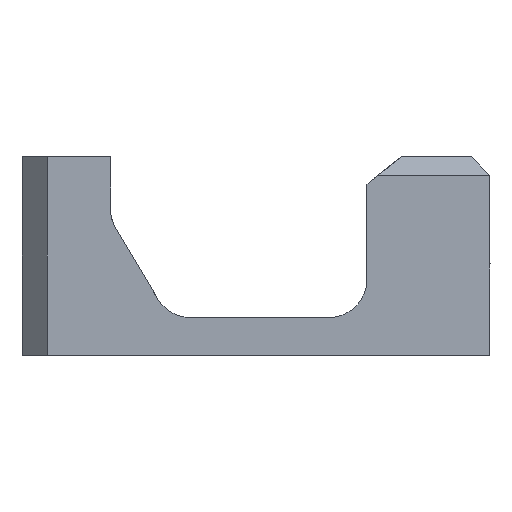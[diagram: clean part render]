
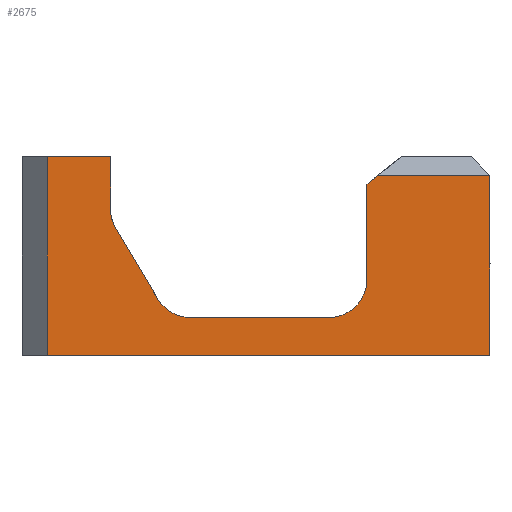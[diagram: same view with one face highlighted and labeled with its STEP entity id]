
A CAD part, left-side view. The second image highlights one B-rep face of the part: STEP entity #2675.
In plain terms, the highlighted planar face has unit normal (-1, 0, 0).
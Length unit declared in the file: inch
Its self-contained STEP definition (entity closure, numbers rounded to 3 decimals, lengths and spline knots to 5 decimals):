
#75 = EDGE_CURVE ( 'NONE', #3677, #4504, #1679, .T. ) ;
#105 = CIRCLE ( 'NONE', #2246, 0.3 ) ;
#168 = CARTESIAN_POINT ( 'NONE',  ( -3.7, 3., 1.5725 ) ) ;
#218 = EDGE_CURVE ( 'NONE', #4504, #4212, #431, .T. ) ;
#224 = ORIENTED_EDGE ( 'NONE', *, *, #819, .T. ) ;
#371 = VERTEX_POINT ( 'NONE', #4380 ) ;
#431 = LINE ( 'NONE', #1822, #4518 ) ;
#442 = LINE ( 'NONE', #1835, #3662 ) ;
#504 = DIRECTION ( 'NONE',  ( 0., -1., 0. ) ) ;
#654 = CIRCLE ( 'NONE', #1598, 0.3 ) ;
#666 = CARTESIAN_POINT ( 'NONE',  ( -3.7, 0.97274, 1.35316 ) ) ;
#691 = PLANE ( 'NONE',  #1674 ) ;
#705 = VERTEX_POINT ( 'NONE', #3057 ) ;
#730 = DIRECTION ( 'NONE',  ( 0., 0., -1. ) ) ;
#784 = VECTOR ( 'NONE', #730, 39.37008 ) ;
#803 = LINE ( 'NONE', #2160, #784 ) ;
#819 = EDGE_CURVE ( 'NONE', #4429, #2947, #1785, .T. ) ;
#892 = CARTESIAN_POINT ( 'NONE',  ( -3.7, 1.27274, 0.6 ) ) ;
#963 = EDGE_CURVE ( 'NONE', #1310, #371, #105, .T. ) ;
#1010 = ORIENTED_EDGE ( 'NONE', *, *, #3070, .T. ) ;
#1054 = DIRECTION ( 'NONE',  ( 0., 0., -1. ) ) ;
#1061 = VECTOR ( 'NONE', #1054, 39.37008 ) ;
#1069 = EDGE_LOOP ( 'NONE', ( #3105, #4369, #2529, #2408, #4263, #1010, #4256, #2003, #4194, #224, #4451, #3356, #1617 ) ) ;
#1256 = DIRECTION ( 'NONE',  ( 0., 1., 0. ) ) ;
#1310 = VERTEX_POINT ( 'NONE', #3026 ) ;
#1313 = CARTESIAN_POINT ( 'NONE',  ( -3.7, 0., 1.5725 ) ) ;
#1314 = VERTEX_POINT ( 'NONE', #168 ) ;
#1331 = VERTEX_POINT ( 'NONE', #1604 ) ;
#1338 = EDGE_CURVE ( 'NONE', #3496, #2868, #4428, .T. ) ;
#1401 = DIRECTION ( 'NONE',  ( 0., 0., -1. ) ) ;
#1428 = CARTESIAN_POINT ( 'NONE',  ( -3.7, 2.36804, 0.6 ) ) ;
#1571 = CARTESIAN_POINT ( 'NONE',  ( -3.7, 0., 1.5725 ) ) ;
#1580 = CARTESIAN_POINT ( 'NONE',  ( -3.7, 0.7, 1.4225 ) ) ;
#1598 = AXIS2_PLACEMENT_3D ( 'NONE', #2733, #2020, #4475 ) ;
#1604 = CARTESIAN_POINT ( 'NONE',  ( -3.7, 2.9575, 1.0014 ) ) ;
#1617 = ORIENTED_EDGE ( 'NONE', *, *, #2125, .T. ) ;
#1622 = DIRECTION ( 'NONE',  ( 0., 0., 1. ) ) ;
#1674 = AXIS2_PLACEMENT_3D ( 'NONE', #1313, #4221, #3491 ) ;
#1679 = LINE ( 'NONE', #4216, #1061 ) ;
#1708 = EDGE_CURVE ( 'NONE', #3677, #1314, #2589, .T. ) ;
#1785 = CIRCLE ( 'NONE', #3355, 0.3 ) ;
#1822 = CARTESIAN_POINT ( 'NONE',  ( -3.7, 0., 0. ) ) ;
#1835 = CARTESIAN_POINT ( 'NONE',  ( -3.7, 2.53822, 0.3 ) ) ;
#1889 = EDGE_CURVE ( 'NONE', #2947, #1331, #2409, .T. ) ;
#1970 = CARTESIAN_POINT ( 'NONE',  ( -3.7, 2.36804, 0.3 ) ) ;
#2003 = ORIENTED_EDGE ( 'NONE', *, *, #963, .T. ) ;
#2020 = DIRECTION ( 'NONE',  ( 1., 0., 0. ) ) ;
#2056 = CARTESIAN_POINT ( 'NONE',  ( -3.7, 3., 1.0725 ) ) ;
#2125 = EDGE_CURVE ( 'NONE', #2272, #1314, #4193, .T. ) ;
#2160 = CARTESIAN_POINT ( 'NONE',  ( -3.7, 0., 1.5725 ) ) ;
#2191 = CARTESIAN_POINT ( 'NONE',  ( -3.7, 0., 1.4225 ) ) ;
#2246 = AXIS2_PLACEMENT_3D ( 'NONE', #892, #3708, #2889 ) ;
#2272 = VERTEX_POINT ( 'NONE', #2301 ) ;
#2283 = CARTESIAN_POINT ( 'NONE',  ( -3.7, 0.97274, 0.3 ) ) ;
#2301 = CARTESIAN_POINT ( 'NONE',  ( -3.7, 3., 1.15533 ) ) ;
#2396 = LINE ( 'NONE', #666, #3011 ) ;
#2408 = ORIENTED_EDGE ( 'NONE', *, *, #4347, .F. ) ;
#2409 = LINE ( 'NONE', #2056, #3562 ) ;
#2529 = ORIENTED_EDGE ( 'NONE', *, *, #218, .T. ) ;
#2589 = LINE ( 'NONE', #1571, #4183 ) ;
#2637 = DIRECTION ( 'NONE',  ( 0., -1., 0. ) ) ;
#2675 = ADVANCED_FACE ( 'NONE', ( #4478 ), #691, .F. ) ;
#2733 = CARTESIAN_POINT ( 'NONE',  ( -3.7, 2.7, 1.15533 ) ) ;
#2746 = CARTESIAN_POINT ( 'NONE',  ( -3.7, 3., 1.5725 ) ) ;
#2783 = VECTOR ( 'NONE', #3689, 39.37008 ) ;
#2868 = VERTEX_POINT ( 'NONE', #3203 ) ;
#2889 = DIRECTION ( 'NONE',  ( 0., 0., -1. ) ) ;
#2947 = VERTEX_POINT ( 'NONE', #3405 ) ;
#3011 = VECTOR ( 'NONE', #3112, 39.37008 ) ;
#3026 = CARTESIAN_POINT ( 'NONE',  ( -3.7, 0.97274, 0.6 ) ) ;
#3047 = EDGE_CURVE ( 'NONE', #1331, #2272, #654, .T. ) ;
#3057 = CARTESIAN_POINT ( 'NONE',  ( -3.7, 0.97274, 1.35316 ) ) ;
#3070 = EDGE_CURVE ( 'NONE', #2868, #705, #2396, .T. ) ;
#3105 = ORIENTED_EDGE ( 'NONE', *, *, #1708, .F. ) ;
#3112 = DIRECTION ( 'NONE',  ( 0., 0.779, -0.627 ) ) ;
#3203 = CARTESIAN_POINT ( 'NONE',  ( -3.7, 0.88652, 1.4225 ) ) ;
#3306 = CARTESIAN_POINT ( 'NONE',  ( -3.7, 3.5, 1.5725 ) ) ;
#3355 = AXIS2_PLACEMENT_3D ( 'NONE', #1428, #3893, #1401 ) ;
#3356 = ORIENTED_EDGE ( 'NONE', *, *, #3047, .T. ) ;
#3405 = CARTESIAN_POINT ( 'NONE',  ( -3.7, 2.62554, 0.44607 ) ) ;
#3456 = VECTOR ( 'NONE', #1622, 39.37008 ) ;
#3491 = DIRECTION ( 'NONE',  ( 0., 0., -1. ) ) ;
#3496 = VERTEX_POINT ( 'NONE', #2191 ) ;
#3562 = VECTOR ( 'NONE', #4441, 39.37008 ) ;
#3662 = VECTOR ( 'NONE', #4171, 39.37008 ) ;
#3677 = VERTEX_POINT ( 'NONE', #3306 ) ;
#3689 = DIRECTION ( 'NONE',  ( 0., 0., -1. ) ) ;
#3708 = DIRECTION ( 'NONE',  ( 1., 0., 0. ) ) ;
#3711 = LINE ( 'NONE', #2283, #2783 ) ;
#3792 = VECTOR ( 'NONE', #1256, 39.37008 ) ;
#3884 = EDGE_CURVE ( 'NONE', #371, #4429, #442, .T. ) ;
#3893 = DIRECTION ( 'NONE',  ( 1., 0., 0. ) ) ;
#4011 = CARTESIAN_POINT ( 'NONE',  ( -3.7, 0., 0. ) ) ;
#4105 = CARTESIAN_POINT ( 'NONE',  ( -3.7, 3.5, 0. ) ) ;
#4171 = DIRECTION ( 'NONE',  ( 0., 1., 0. ) ) ;
#4183 = VECTOR ( 'NONE', #504, 39.37008 ) ;
#4193 = LINE ( 'NONE', #2746, #3456 ) ;
#4194 = ORIENTED_EDGE ( 'NONE', *, *, #3884, .T. ) ;
#4201 = EDGE_CURVE ( 'NONE', #705, #1310, #3711, .T. ) ;
#4212 = VERTEX_POINT ( 'NONE', #4011 ) ;
#4216 = CARTESIAN_POINT ( 'NONE',  ( -3.7, 3.5, 1.5725 ) ) ;
#4221 = DIRECTION ( 'NONE',  ( 1., 0., 0. ) ) ;
#4256 = ORIENTED_EDGE ( 'NONE', *, *, #4201, .T. ) ;
#4263 = ORIENTED_EDGE ( 'NONE', *, *, #1338, .T. ) ;
#4347 = EDGE_CURVE ( 'NONE', #3496, #4212, #803, .T. ) ;
#4369 = ORIENTED_EDGE ( 'NONE', *, *, #75, .T. ) ;
#4380 = CARTESIAN_POINT ( 'NONE',  ( -3.7, 1.27274, 0.3 ) ) ;
#4428 = LINE ( 'NONE', #1580, #3792 ) ;
#4429 = VERTEX_POINT ( 'NONE', #1970 ) ;
#4441 = DIRECTION ( 'NONE',  ( 0., 0.513, 0.858 ) ) ;
#4451 = ORIENTED_EDGE ( 'NONE', *, *, #1889, .T. ) ;
#4475 = DIRECTION ( 'NONE',  ( 0., 0., -1. ) ) ;
#4478 = FACE_OUTER_BOUND ( 'NONE', #1069, .T. ) ;
#4504 = VERTEX_POINT ( 'NONE', #4105 ) ;
#4518 = VECTOR ( 'NONE', #2637, 39.37008 ) ;
